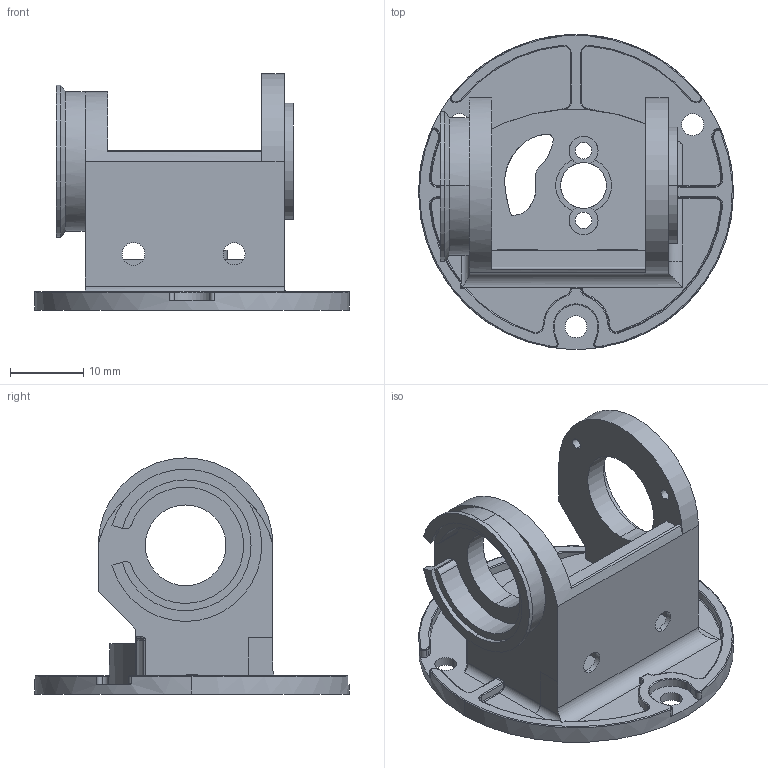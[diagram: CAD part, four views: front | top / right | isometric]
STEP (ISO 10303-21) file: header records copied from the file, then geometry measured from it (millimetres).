
FILE_DESCRIPTION (( 'STEP AP214' ), '1' );
FILE_NAME ('311112-05-B - Left_front.STEP', '2021-10-20T19:55:46', ( '' ), ( '' ), 'SwSTEP 2.0', 'SolidWorks 2020', '' );
FILE_SCHEMA (( 'AUTOMOTIVE_DESIGN' ));
Length unit declared in the file: millimetre
Products named in the file (1): 311112-05-B - Left_front
Bounding box: 43 x 43 x 32.26 mm (x, y, z)
Volume: 7036.7 mm3; surface area: 7622.3 mm2
Topology: 1 solids, 1 shells, 320 faces, 829 edges, 513 vertices
Faces by surface type: cylinder 153, plane 85, torus 71, bspline 8, cone 3
Entity records: 10336 total; most frequent: CARTESIAN_POINT 2214, DIRECTION 1833, ORIENTED_EDGE 1658, EDGE_CURVE 829, AXIS2_PLACEMENT_3D 739, VERTEX_POINT 513, CIRCLE 426, VECTOR 355
